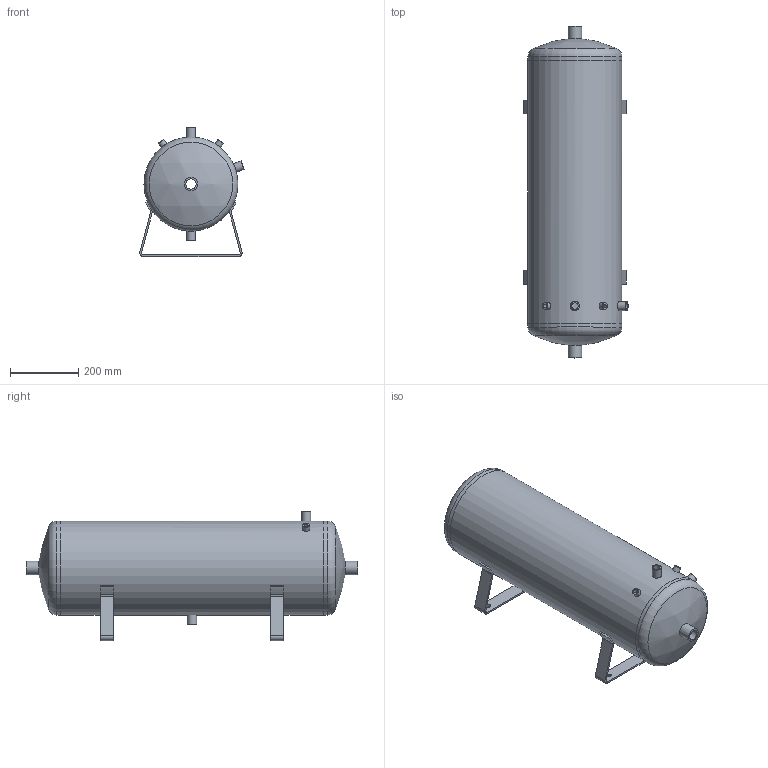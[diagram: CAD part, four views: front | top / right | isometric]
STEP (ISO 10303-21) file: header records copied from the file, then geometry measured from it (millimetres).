
FILE_DESCRIPTION(/* description */ ('','CAx-IF Rec.Pracs.---Representation and Presentation of Product Manufacturing Information (PMI)---3.8---2014-02-18'),/* implementation_level */ '2;1');
FILE_NAME(/* name */ 'MB 030602-1.50.stp',/* time_stamp */ '2022-09-13T08:37:39+02:00',/* author */ ('m.ebener'),/* organization */ (''),/* preprocessor_version */ 'ST-DEVELOPER v16.1',/* originating_system */ 'Autodesk Inventor 2016',/* authorisation */ '');
FILE_SCHEMA (('AP242_MANAGED_MODEL_BASED_3D_ENGINEERING_MIM_LF { 1 0 10303 442 1 1 4 }'));
Length unit declared in the file: millimetre
Products named in the file (8): Mantel; Behälterfuß; Standardmuffe - G 1_4; Standardmuffe - G 1_2; Boden links; Boden rechts; Standardmuffe - G 1; MB 030602-1.50
Assembly tree (12 placements, depth 2):
  MB 030602-1.50
    Mantel
    Behälterfuß  x2
    Standardmuffe - G 1_4  x2
    Standardmuffe - G 1_2  x3
    Boden links
    Boden rechts
    Standardmuffe - G 1  x2
Bounding box: 306.16 x 974.52 x 379.32 mm (x, y, z)
Volume: 4401056.6 mm3; surface area: 1803223.9 mm2
Topology: 12 solids, 12 shells, 101 faces, 230 edges, 155 vertices
Faces by surface type: cylinder 55, plane 38, sphere 4, torus 4
Full cylindrical faces by diameter (mm): 11.445 x2, 13 x4, 18.631 x3, 20 x4, 26.9 x6, 30.291 x2, 40 x4, 266 x3, 276 x3
Entity records: 2127 total; most frequent: CARTESIAN_POINT 603, DIRECTION 318, ORIENTED_EDGE 212, AXIS2_PLACEMENT_3D 141, EDGE_LOOP 114, EDGE_CURVE 106, VERTEX_POINT 86, FACE_OUTER_BOUND 61
